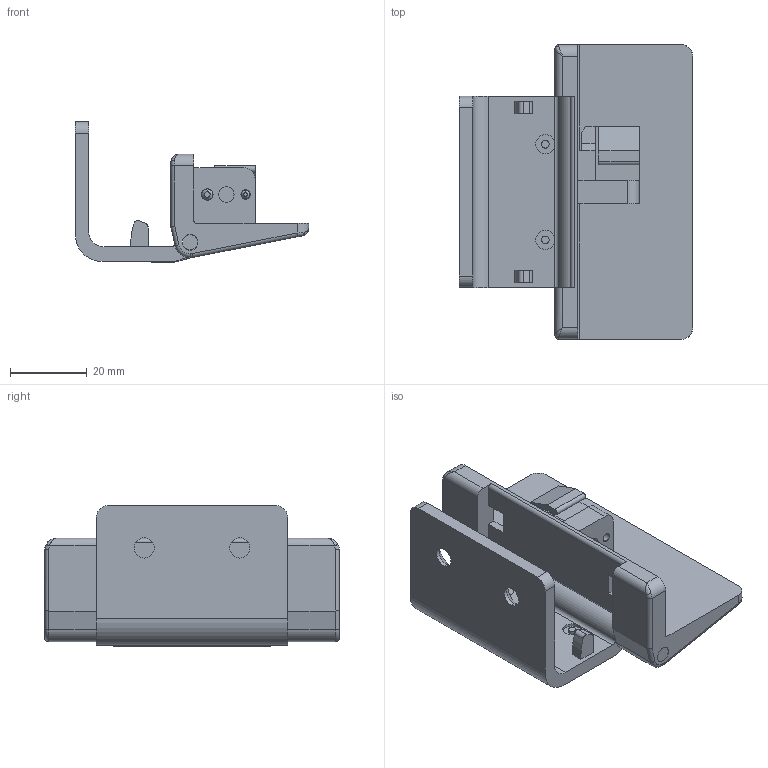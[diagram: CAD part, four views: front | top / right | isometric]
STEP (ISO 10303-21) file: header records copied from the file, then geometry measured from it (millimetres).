
FILE_DESCRIPTION (( 'STEP AP203' ), '1' );
FILE_NAME ('B-270.STEP', '2023-03-03T01:17:51', ( '' ), ( '' ), 'SwSTEP 2.0', 'SolidWorks 2021', '' );
FILE_SCHEMA (( 'CONFIG_CONTROL_DESIGN' ));
Length unit declared in the file: millimetre
Products named in the file (7): B-270ヒンジピン_; B-270樹脂ブロック_; B-270傷防パット_; B-270羽根_; B-270ダイカスト台座_; 廫帤寠晅側傋偹偠M4_M4亊15; B-270
Assembly tree (6 placements, depth 2):
  B-270
    B-270ダイカスト台座_
    B-270羽根_
    B-270ヒンジピン_
    B-270樹脂ブロック_
    B-270傷防パット_
    廫帤寠晅側傋偹偠M4_M4亊15
Bounding box: 61 x 77 x 36.7 mm (x, y, z)
Volume: 34980.7 mm3; surface area: 22772.7 mm2
Topology: 6 solids, 6 shells, 231 faces, 596 edges, 379 vertices
Faces by surface type: plane 111, cylinder 90, cone 14, torus 8, bspline 6, sphere 2
Entity records: 8023 total; most frequent: CARTESIAN_POINT 1515, DIRECTION 1258, ORIENTED_EDGE 1180, EDGE_CURVE 590, AXIS2_PLACEMENT_3D 458, VERTEX_POINT 379, VECTOR 342, LINE 342
